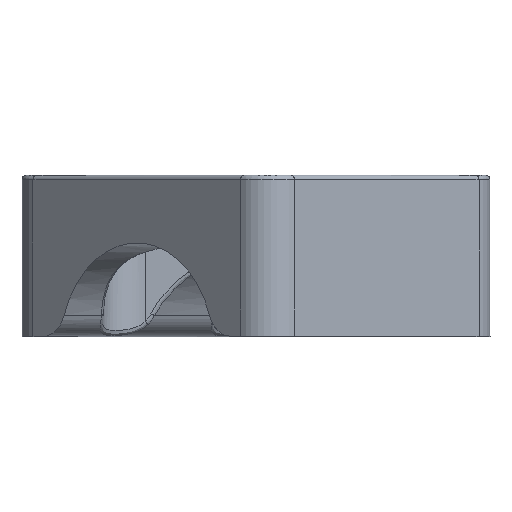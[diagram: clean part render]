
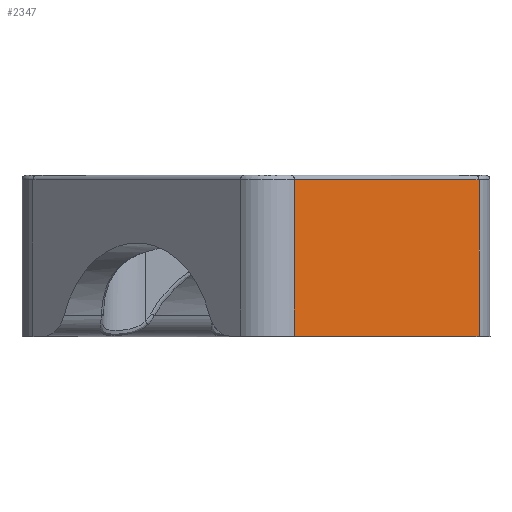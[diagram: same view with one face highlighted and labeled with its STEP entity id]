
A CAD part, top view. The second image highlights one B-rep face of the part: STEP entity #2347.
In plain terms, the highlighted planar face has unit normal (0.707, 0, 0.707).
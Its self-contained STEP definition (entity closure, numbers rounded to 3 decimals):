
#152=LINE('',#4202,#263);
#158=LINE('',#4220,#269);
#159=LINE('',#4224,#270);
#160=LINE('',#4225,#271);
#263=VECTOR('',#3013,10.);
#269=VECTOR('',#3029,10.);
#270=VECTOR('',#3034,10.);
#271=VECTOR('',#3035,10.);
#334=PLANE('',#2576);
#444=FACE_OUTER_BOUND('',#593,.T.);
#593=EDGE_LOOP('',(#1784,#1785,#1786,#1787));
#1031=VERTEX_POINT('',#4157);
#1046=VERTEX_POINT('',#4197);
#1053=VERTEX_POINT('',#4219);
#1054=VERTEX_POINT('',#4223);
#1315=EDGE_CURVE('',#1031,#1046,#152,.T.);
#1324=EDGE_CURVE('',#1046,#1053,#158,.T.);
#1326=EDGE_CURVE('',#1054,#1031,#159,.T.);
#1327=EDGE_CURVE('',#1054,#1053,#160,.T.);
#1784=ORIENTED_EDGE('',*,*,#1315,.F.);
#1785=ORIENTED_EDGE('',*,*,#1326,.F.);
#1786=ORIENTED_EDGE('',*,*,#1327,.T.);
#1787=ORIENTED_EDGE('',*,*,#1324,.F.);
#2347=ADVANCED_FACE('',(#444),#334,.T.);
#2576=AXIS2_PLACEMENT_3D('',#4222,#3032,#3033);
#3013=DIRECTION('',(0.707,0.,-0.707));
#3029=DIRECTION('',(0.,-1.,0.));
#3032=DIRECTION('center_axis',(0.707,0.,
0.707));
#3033=DIRECTION('ref_axis',(0.,-1.,0.));
#3034=DIRECTION('',(0.,1.,0.));
#3035=DIRECTION('',(0.707,0.,-0.707));
#4157=CARTESIAN_POINT('',(-526.497,172.205,213.079));
#4197=CARTESIAN_POINT('',(-509.019,172.205,195.6));
#4202=CARTESIAN_POINT('',(-535.436,172.205,222.017));
#4219=CARTESIAN_POINT('',(-509.019,157.355,195.6));
#4220=CARTESIAN_POINT('',(-509.019,169.855,195.6));
#4222=CARTESIAN_POINT('Origin',(-535.436,167.105,222.017));
#4223=CARTESIAN_POINT('',(-526.497,157.355,213.079));
#4224=CARTESIAN_POINT('',(-526.497,169.855,213.079));
#4225=CARTESIAN_POINT('',(-535.436,157.355,222.017));
